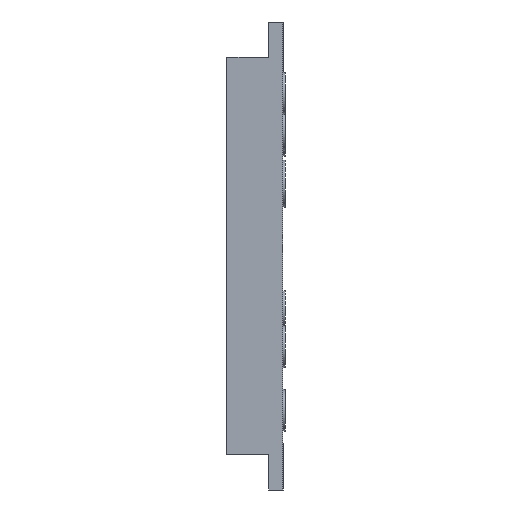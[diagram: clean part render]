
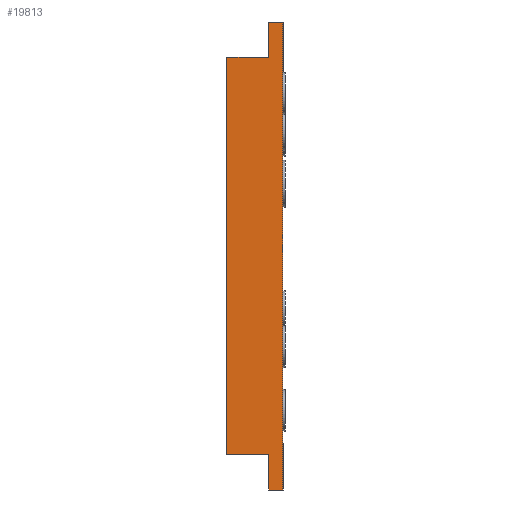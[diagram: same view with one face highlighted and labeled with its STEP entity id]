
A CAD part, left-side view. The second image highlights one B-rep face of the part: STEP entity #19813.
In plain terms, the highlighted planar face has unit normal (-1, 0, 0).
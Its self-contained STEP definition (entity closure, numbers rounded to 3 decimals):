
#14193 = CARTESIAN_POINT ( 'NONE',  ( -12.65, 0., 8.5 ) ) ;
#14196 = DIRECTION ( 'NONE',  ( 0., 0., 1. ) ) ;
#14197 = VECTOR ( 'NONE', #14196, 1000. ) ;
#14201 = CARTESIAN_POINT ( 'NONE',  ( -12.65, 0., -8.5 ) ) ;
#14202 = LINE ( 'NONE', #14201, #14197 ) ;
#14222 = DIRECTION ( 'NONE',  ( 0., 1., 0. ) ) ;
#14223 = VECTOR ( 'NONE', #14222, 1000. ) ;
#14235 = LINE ( 'NONE', #14237, #14223 ) ;
#14236 = CARTESIAN_POINT ( 'NONE',  ( -12.65, 0., -8.5 ) ) ;
#14237 = CARTESIAN_POINT ( 'NONE',  ( -12.65, -1.8, 8.5 ) ) ;
#14272 = CARTESIAN_POINT ( 'NONE',  ( -12.65, -1.79, 8.5 ) ) ;
#14395 = DIRECTION ( 'NONE',  ( 0., 0., -1. ) ) ;
#14396 = VECTOR ( 'NONE', #14395, 1000. ) ;
#14397 = CARTESIAN_POINT ( 'NONE',  ( -12.65, -2.4, 10. ) ) ;
#14398 = LINE ( 'NONE', #14397, #14396 ) ;
#14401 = CARTESIAN_POINT ( 'NONE',  ( -12.65, -1.79, 10. ) ) ;
#14405 = PLANE ( 'NONE',  #14441 ) ;
#14434 = CARTESIAN_POINT ( 'NONE',  ( -12.65, -2.4, 10. ) ) ;
#14436 = DIRECTION ( 'NONE',  ( 0., 1., 0. ) ) ;
#14437 = VECTOR ( 'NONE', #14436, 1000. ) ;
#14438 = CARTESIAN_POINT ( 'NONE',  ( -12.65, -1.8, -8.5 ) ) ;
#14441 = AXIS2_PLACEMENT_3D ( 'NONE', #14475, #14474, #14473 ) ;
#14442 = FACE_OUTER_BOUND ( 'NONE', #19805, .T. ) ;
#14447 = LINE ( 'NONE', #14438, #14437 ) ;
#14449 = CARTESIAN_POINT ( 'NONE',  ( -12.65, -1.8, -10. ) ) ;
#14451 = CARTESIAN_POINT ( 'NONE',  ( -12.65, -1.8, -8.5 ) ) ;
#14460 = DIRECTION ( 'NONE',  ( 0., -1., 0. ) ) ;
#14461 = VECTOR ( 'NONE', #14460, 1000. ) ;
#14462 = CARTESIAN_POINT ( 'NONE',  ( -12.65, -1.79, 10. ) ) ;
#14463 = LINE ( 'NONE', #14462, #14461 ) ;
#14473 = DIRECTION ( 'NONE',  ( 0., 0., 1. ) ) ;
#14474 = DIRECTION ( 'NONE',  ( -1., 0., 0. ) ) ;
#14475 = CARTESIAN_POINT ( 'NONE',  ( -12.65, -1.8, -8.5 ) ) ;
#14552 = CARTESIAN_POINT ( 'NONE',  ( -12.65, -2.4, -10. ) ) ;
#14611 = DIRECTION ( 'NONE',  ( 0., 0., 1. ) ) ;
#14612 = VECTOR ( 'NONE', #14611, 1000. ) ;
#14613 = CARTESIAN_POINT ( 'NONE',  ( -12.65, -1.79, 10. ) ) ;
#14614 = LINE ( 'NONE', #14613, #14612 ) ;
#14616 = DIRECTION ( 'NONE',  ( 0., 1., 0. ) ) ;
#14617 = VECTOR ( 'NONE', #14616, 1000. ) ;
#14618 = CARTESIAN_POINT ( 'NONE',  ( -12.65, -2.4, -10. ) ) ;
#14619 = LINE ( 'NONE', #14618, #14617 ) ;
#14621 = DIRECTION ( 'NONE',  ( 0., 0., -1. ) ) ;
#14622 = VECTOR ( 'NONE', #14621, 1000. ) ;
#14623 = CARTESIAN_POINT ( 'NONE',  ( -12.65, -1.8, 10. ) ) ;
#14630 = LINE ( 'NONE', #14623, #14622 ) ;
#19672 = EDGE_CURVE ( 'NONE', #19690, #19686, #14202, .T. ) ;
#19686 = VERTEX_POINT ( 'NONE', #14193 ) ;
#19690 = VERTEX_POINT ( 'NONE', #14236 ) ;
#19692 = EDGE_CURVE ( 'NONE', #19698, #19686, #14235, .T. ) ;
#19698 = VERTEX_POINT ( 'NONE', #14272 ) ;
#19798 = EDGE_CURVE ( 'NONE', #19824, #19877, #14398, .T. ) ;
#19799 = ORIENTED_EDGE ( 'NONE', *, *, #19692, .T. ) ;
#19800 = EDGE_CURVE ( 'NONE', #19801, #19824, #14463, .T. ) ;
#19801 = VERTEX_POINT ( 'NONE', #14401 ) ;
#19804 = ORIENTED_EDGE ( 'NONE', *, *, #19882, .F. ) ;
#19805 = EDGE_LOOP ( 'NONE', ( #19815, #19812, #19820, #19883, #19814, #19879, #19804, #19799 ) ) ;
#19809 = VERTEX_POINT ( 'NONE', #14449 ) ;
#19810 = EDGE_CURVE ( 'NONE', #19811, #19690, #14447, .T. ) ;
#19811 = VERTEX_POINT ( 'NONE', #14451 ) ;
#19812 = ORIENTED_EDGE ( 'NONE', *, *, #19810, .F. ) ;
#19813 = ADVANCED_FACE ( 'NONE', ( #14442 ), #14405, .T. ) ;
#19814 = ORIENTED_EDGE ( 'NONE', *, *, #19798, .F. ) ;
#19815 = ORIENTED_EDGE ( 'NONE', *, *, #19672, .F. ) ;
#19820 = ORIENTED_EDGE ( 'NONE', *, *, #19878, .T. ) ;
#19824 = VERTEX_POINT ( 'NONE', #14434 ) ;
#19877 = VERTEX_POINT ( 'NONE', #14552 ) ;
#19878 = EDGE_CURVE ( 'NONE', #19811, #19809, #14630, .T. ) ;
#19879 = ORIENTED_EDGE ( 'NONE', *, *, #19800, .F. ) ;
#19880 = EDGE_CURVE ( 'NONE', #19877, #19809, #14619, .T. ) ;
#19882 = EDGE_CURVE ( 'NONE', #19698, #19801, #14614, .T. ) ;
#19883 = ORIENTED_EDGE ( 'NONE', *, *, #19880, .F. ) ;
